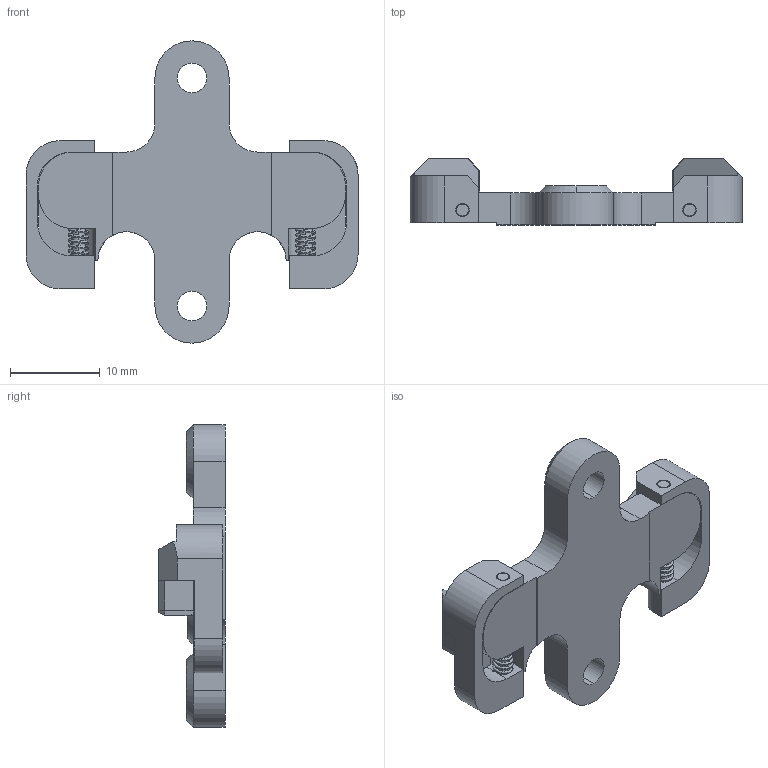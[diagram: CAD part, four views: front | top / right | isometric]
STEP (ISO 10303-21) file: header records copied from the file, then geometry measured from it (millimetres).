
FILE_DESCRIPTION((''),'2;1');
FILE_NAME('LFM-A1_ASM','2021-04-27T',('Administrator'),(''),'CREO PARAMETRIC BY PTC INC, 2015290','CREO PARAMETRIC BY PTC INC, 2015290','');
FILE_SCHEMA(('CONFIG_CONTROL_DESIGN'));
Length unit declared in the file: millimetre
Products named in the file (6): LFM-A1_A2; AXLE_1_5X15_8; LFM-A1_A1; SPRING_2_2X8X0_3; LFM-A1_A3; LFM-A1_ASM
Assembly tree (7 placements, depth 2):
  LFM-A1_ASM
    LFM-A1_A2
    AXLE_1_5X15_8  x2
    LFM-A1_A1
    SPRING_2_2X8X0_3  x2
    LFM-A1_A3
Bounding box: 36.96 x 7.37 x 33.66 mm (x, y, z)
Volume: 2293.2 mm3; surface area: 3003.6 mm2
Topology: 7 solids, 7 shells, 223 faces, 618 edges, 405 vertices
Faces by surface type: cylinder 109, plane 94, cone 16, bspline 4
Entity records: 25553 total; most frequent: CARTESIAN_POINT 20756, ORIENTED_EDGE 1020, DIRECTION 926, EDGE_CURVE 510, VERTEX_POINT 335, AXIS2_PLACEMENT_3D 315, VECTOR 296, LINE 296
